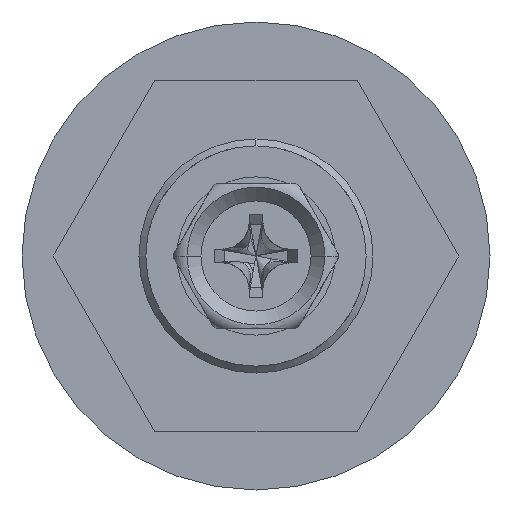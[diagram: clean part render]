
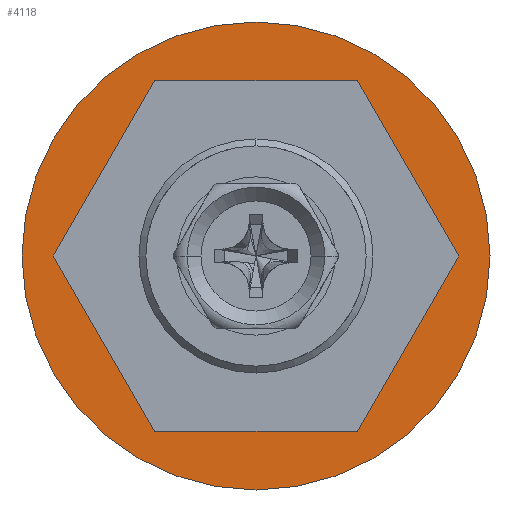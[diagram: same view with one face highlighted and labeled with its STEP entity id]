
A CAD part, left-side view. The second image highlights one B-rep face of the part: STEP entity #4118.
In plain terms, the highlighted face is planar.
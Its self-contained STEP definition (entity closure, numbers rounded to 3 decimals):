
#169 = CIRCLE ( 'NONE', #170, 8.5 ) ;
#170 = AXIS2_PLACEMENT_3D ( 'NONE', #1332, #1333, #1334 ) ;
#426 = EDGE_LOOP ( 'NONE', ( #5714, #5716 ) ) ;
#745 = DIRECTION ( 'NONE',  ( 0., 0., 1. ) ) ;
#746 = DIRECTION ( 'NONE',  ( 0., 1., 0. ) ) ;
#752 = CARTESIAN_POINT ( 'NONE',  ( 8.5, 0., 0. ) ) ;
#754 = PLANE ( 'NONE',  #1469 ) ;
#1216 = CARTESIAN_POINT ( 'NONE',  ( 0., 0., 17. ) ) ;
#1332 = CARTESIAN_POINT ( 'NONE',  ( 0., 0., 0. ) ) ;
#1333 = DIRECTION ( 'NONE',  ( 0., 1., 0. ) ) ;
#1334 = DIRECTION ( 'NONE',  ( 0., 0., 1. ) ) ;
#1469 = AXIS2_PLACEMENT_3D ( 'NONE', #752, #746, #745 ) ;
#1999 = CARTESIAN_POINT ( 'NONE',  ( 13.5, 0., -1. ) ) ;
#2019 = CARTESIAN_POINT ( 'NONE',  ( 0., 0., -8.5 ) ) ;
#2332 = FACE_BOUND ( 'NONE', #426, .T. ) ;
#2334 = FACE_OUTER_BOUND ( 'NONE', #4222, .T. ) ;
#2335 = FACE_BOUND ( 'NONE', #4262, .T. ) ;
#2519 = DIRECTION ( 'NONE',  ( 0., 0., 1. ) ) ;
#2523 = DIRECTION ( 'NONE',  ( 0., 0., 1. ) ) ;
#2589 = CARTESIAN_POINT ( 'NONE',  ( 0., 0., 0. ) ) ;
#2616 = DIRECTION ( 'NONE',  ( 0., 1., 0. ) ) ;
#2630 = CARTESIAN_POINT ( 'NONE',  ( 13.5, 0., 0. ) ) ;
#2660 = DIRECTION ( 'NONE',  ( 0., 0., 1. ) ) ;
#2669 = DIRECTION ( 'NONE',  ( 0., -1., 0. ) ) ;
#2680 = CARTESIAN_POINT ( 'NONE',  ( 0., 0., 0. ) ) ;
#2702 = DIRECTION ( 'NONE',  ( 0., 1., 0. ) ) ;
#3185 = CARTESIAN_POINT ( 'NONE',  ( 13.5, 0., 0. ) ) ;
#3269 = DIRECTION ( 'NONE',  ( 0., 0., 1. ) ) ;
#3292 = DIRECTION ( 'NONE',  ( 0., -1., 0. ) ) ;
#3497 = EDGE_CURVE ( 'NONE', #4404, #4476, #3572, .T. ) ;
#3572 = CIRCLE ( 'NONE', #3652, 1. ) ;
#3652 = AXIS2_PLACEMENT_3D ( 'NONE', #3185, #3292, #3269 ) ;
#4118 = ADVANCED_FACE ( 'NONE', ( #2332, #2334, #2335 ), #754, .F. ) ;
#4222 = EDGE_LOOP ( 'NONE', ( #5718, #5717 ) ) ;
#4262 = EDGE_LOOP ( 'NONE', ( #5719, #5721 ) ) ;
#4404 = VERTEX_POINT ( 'NONE', #1999 ) ;
#4413 = VERTEX_POINT ( 'NONE', #2019 ) ;
#4476 = VERTEX_POINT ( 'NONE', #4637 ) ;
#4486 = VERTEX_POINT ( 'NONE', #4598 ) ;
#4487 = VERTEX_POINT ( 'NONE', #4584 ) ;
#4584 = CARTESIAN_POINT ( 'NONE',  ( 0., 0., -17. ) ) ;
#4598 = CARTESIAN_POINT ( 'NONE',  ( 0., 0., 8.5 ) ) ;
#4637 = CARTESIAN_POINT ( 'NONE',  ( 13.5, 0., 1. ) ) ;
#5261 = CIRCLE ( 'NONE', #5277, 17. ) ;
#5275 = CIRCLE ( 'NONE', #5276, 1. ) ;
#5276 = AXIS2_PLACEMENT_3D ( 'NONE', #2630, #2669, #2523 ) ;
#5277 = AXIS2_PLACEMENT_3D ( 'NONE', #2680, #2702, #2660 ) ;
#5278 = CIRCLE ( 'NONE', #5279, 8.5 ) ;
#5279 = AXIS2_PLACEMENT_3D ( 'NONE', #2589, #2616, #2519 ) ;
#5341 = EDGE_CURVE ( 'NONE', #4476, #4404, #5275, .T. ) ;
#5342 = EDGE_CURVE ( 'NONE', #4487, #5589, #5261, .T. ) ;
#5343 = EDGE_CURVE ( 'NONE', #4413, #4486, #5278, .T. ) ;
#5589 = VERTEX_POINT ( 'NONE', #1216 ) ;
#5714 = ORIENTED_EDGE ( 'NONE', *, *, #6323, .T. ) ;
#5716 = ORIENTED_EDGE ( 'NONE', *, *, #5343, .T. ) ;
#5717 = ORIENTED_EDGE ( 'NONE', *, *, #5342, .F. ) ;
#5718 = ORIENTED_EDGE ( 'NONE', *, *, #6343, .F. ) ;
#5719 = ORIENTED_EDGE ( 'NONE', *, *, #5341, .F. ) ;
#5721 = ORIENTED_EDGE ( 'NONE', *, *, #3497, .F. ) ;
#5965 = CARTESIAN_POINT ( 'NONE',  ( 0., 0., 0. ) ) ;
#5966 = DIRECTION ( 'NONE',  ( 0., 1., 0. ) ) ;
#5967 = DIRECTION ( 'NONE',  ( 0., 0., 1. ) ) ;
#6197 = CIRCLE ( 'NONE', #6201, 17. ) ;
#6201 = AXIS2_PLACEMENT_3D ( 'NONE', #5965, #5966, #5967 ) ;
#6323 = EDGE_CURVE ( 'NONE', #4486, #4413, #169, .T. ) ;
#6343 = EDGE_CURVE ( 'NONE', #5589, #4487, #6197, .T. ) ;
